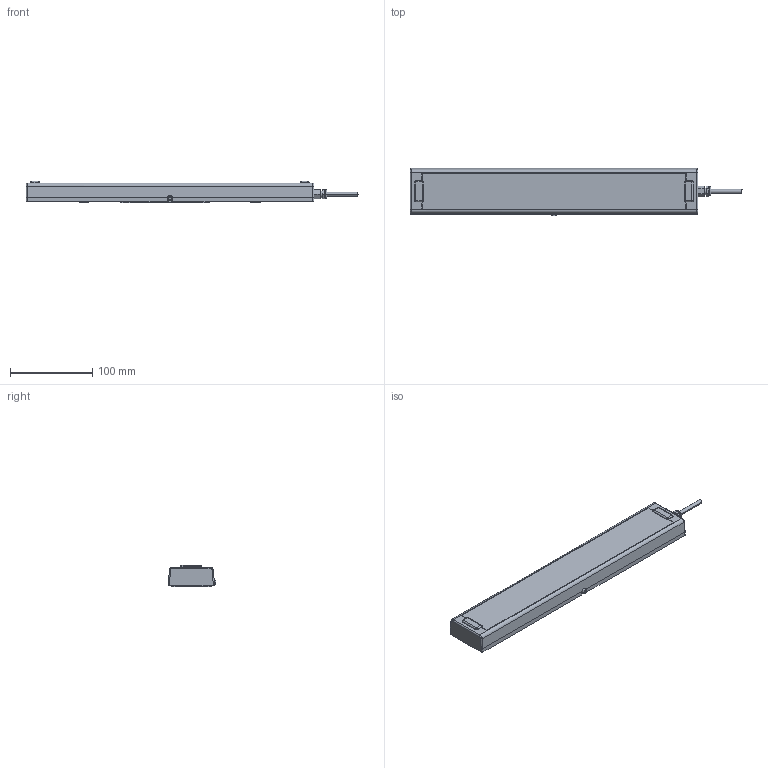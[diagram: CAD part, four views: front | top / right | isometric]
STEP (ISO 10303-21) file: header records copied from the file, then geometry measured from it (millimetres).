
FILE_DESCRIPTION (( 'STEP AP214' ), '1' );
FILE_NAME ('CLK3S-24AG-CD.step', '2019-03-26T15:48:02', ( '' ), ( '' ), 'SwSTEP 2.0', 'SolidWorks 2018', '' );
FILE_SCHEMA (( 'AUTOMOTIVE_DESIGN' ));
Length unit declared in the file: inch
Products named in the file (1): CLK3S-24AG-CD
Bounding box: 403.6 x 57.6 x 25.7 mm (x, y, z)
Volume: 321321.6 mm3; surface area: 94336.9 mm2
Topology: 3 solids, 3 shells, 274 faces, 680 edges, 428 vertices
Faces by surface type: plane 124, cylinder 75, bspline 58, cone 17
Entity records: 13735 total; most frequent: CARTESIAN_POINT 4162, ORIENTED_EDGE 1348, DIRECTION 1132, EDGE_CURVE 674, VERTEX_POINT 428, AXIS2_PLACEMENT_3D 391, VECTOR 350, LINE 350
